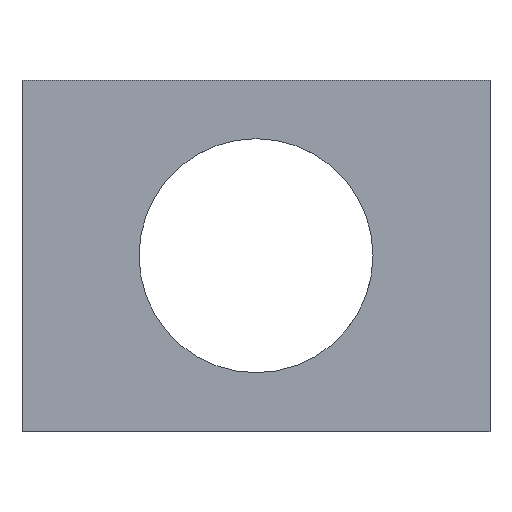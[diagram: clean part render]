
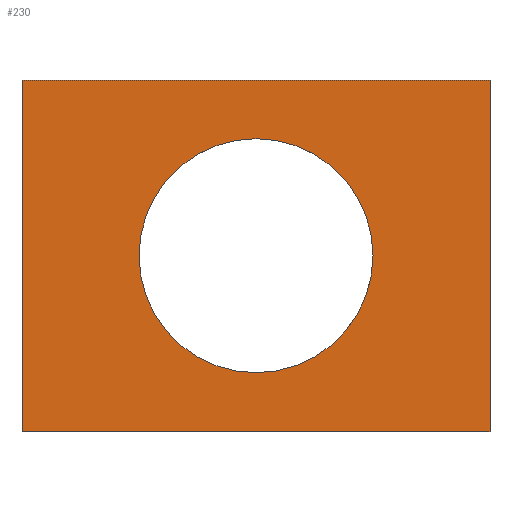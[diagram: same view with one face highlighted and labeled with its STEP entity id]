
A CAD part, front view. The second image highlights one B-rep face of the part: STEP entity #230.
In plain terms, the highlighted planar face has unit normal (0, -1, 0).
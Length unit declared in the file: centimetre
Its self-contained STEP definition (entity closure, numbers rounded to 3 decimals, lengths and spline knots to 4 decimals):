
#14=FACE_BOUND('',#49,.T.);
#17=CIRCLE('',#248,0.5);
#24=PLANE('',#252);
#36=FACE_OUTER_BOUND('',#48,.T.);
#48=EDGE_LOOP('',(#195,#196,#197,#198,#199));
#49=EDGE_LOOP('',(#200));
#61=LINE('',#362,#81);
#64=LINE('',#367,#84);
#67=LINE('',#380,#87);
#69=LINE('',#383,#89);
#70=LINE('',#385,#90);
#81=VECTOR('',#285,0.5);
#84=VECTOR('',#290,0.5);
#87=VECTOR('',#305,0.5);
#89=VECTOR('',#309,0.5);
#90=VECTOR('',#312,0.5);
#107=VERTEX_POINT('',#359);
#108=VERTEX_POINT('',#361);
#109=VERTEX_POINT('',#365);
#111=VERTEX_POINT('',#373);
#112=VERTEX_POINT('',#377);
#113=VERTEX_POINT('',#379);
#130=EDGE_CURVE('',#108,#107,#61,.T.);
#133=EDGE_CURVE('',#107,#109,#64,.T.);
#136=EDGE_CURVE('',#111,#111,#17,.T.);
#139=EDGE_CURVE('',#113,#112,#67,.T.);
#141=EDGE_CURVE('',#109,#113,#69,.T.);
#142=EDGE_CURVE('',#112,#108,#70,.T.);
#195=ORIENTED_EDGE('',*,*,#142,.T.);
#196=ORIENTED_EDGE('',*,*,#130,.T.);
#197=ORIENTED_EDGE('',*,*,#133,.T.);
#198=ORIENTED_EDGE('',*,*,#141,.T.);
#199=ORIENTED_EDGE('',*,*,#139,.T.);
#200=ORIENTED_EDGE('',*,*,#136,.T.);
#230=ADVANCED_FACE('',(#36,#14),#24,.F.);
#248=AXIS2_PLACEMENT_3D('',#374,#299,#300);
#252=AXIS2_PLACEMENT_3D('',#386,#313,#314);
#285=DIRECTION('',(1.,0.,-0.003));
#290=DIRECTION('',(1.,0.,0.));
#299=DIRECTION('center_axis',(0.,1.,0.));
#300=DIRECTION('ref_axis',(1.,0.,0.));
#305=DIRECTION('',(-1.,0.,0.));
#309=DIRECTION('',(0.,0.,1.));
#312=DIRECTION('',(0.,0.,-1.));
#313=DIRECTION('center_axis',(0.,1.,0.));
#314=DIRECTION('ref_axis',(1.,0.,0.));
#359=CARTESIAN_POINT('',(0.,-0.25,-0.7513));
#361=CARTESIAN_POINT('',(-1.,-0.25,-0.7487));
#362=CARTESIAN_POINT('',(-1.,-0.25,-0.7487));
#365=CARTESIAN_POINT('',(1.,-0.25,-0.7513));
#367=CARTESIAN_POINT('',(0.,-0.25,-0.7513));
#373=CARTESIAN_POINT('',(-0.5,-0.25,0.0013));
#374=CARTESIAN_POINT('Origin',(0.,-0.25,0.0013));
#377=CARTESIAN_POINT('',(-1.,-0.25,0.7513));
#379=CARTESIAN_POINT('',(1.,-0.25,0.7513));
#380=CARTESIAN_POINT('',(0.,-0.25,0.7513));
#383=CARTESIAN_POINT('',(1.,-0.25,-0.7513));
#385=CARTESIAN_POINT('',(-1.,-0.25,0.7513));
#386=CARTESIAN_POINT('Origin',(0.,-0.25,0.));
